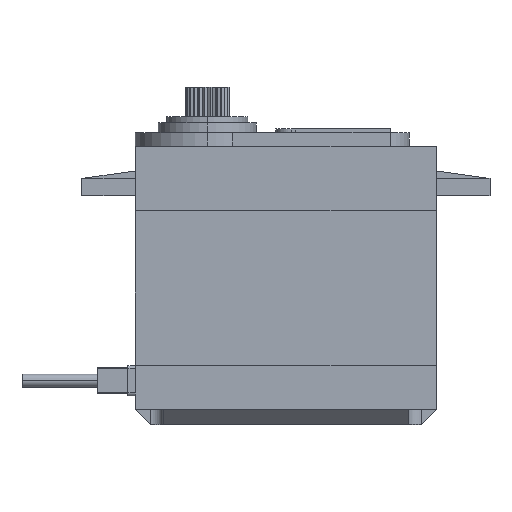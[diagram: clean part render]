
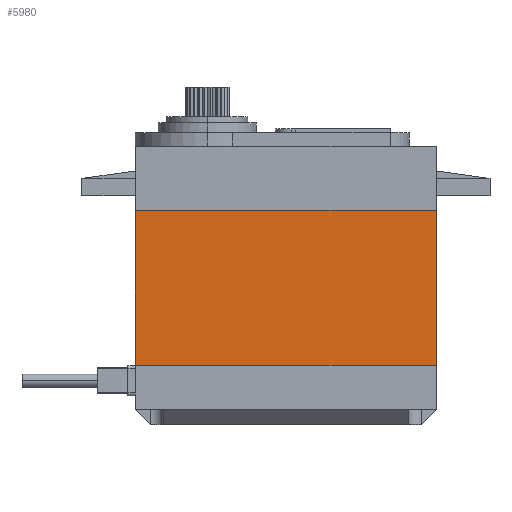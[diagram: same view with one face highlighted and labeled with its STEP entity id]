
A CAD part, top view. The second image highlights one B-rep face of the part: STEP entity #5980.
In plain terms, the highlighted planar face has unit normal (0, 0, 1).
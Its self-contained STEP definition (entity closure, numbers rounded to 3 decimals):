
#52 = CARTESIAN_POINT ( 'NONE',  ( -19.9, 28.3, 9.9 ) ) ;
#224 = VECTOR ( 'NONE', #7057, 1000. ) ;
#501 = LINE ( 'NONE', #567, #224 ) ;
#567 = CARTESIAN_POINT ( 'NONE',  ( 19.9, 28.3, 9.9 ) ) ;
#1206 = CARTESIAN_POINT ( 'NONE',  ( 19.9, 7.8, 9.9 ) ) ;
#1253 = DIRECTION ( 'NONE',  ( 0., 0., -1. ) ) ;
#1567 = CARTESIAN_POINT ( 'NONE',  ( -19.9, 28.3, 9.9 ) ) ;
#1656 = EDGE_CURVE ( 'NONE', #4343, #3175, #501, .T. ) ;
#1888 = ORIENTED_EDGE ( 'NONE', *, *, #1656, .F. ) ;
#2260 = FACE_OUTER_BOUND ( 'NONE', #3359, .T. ) ;
#2366 = DIRECTION ( 'NONE',  ( -1., 0., 0. ) ) ;
#2707 = CARTESIAN_POINT ( 'NONE',  ( -19.9, 7.8, 9.9 ) ) ;
#3123 = CARTESIAN_POINT ( 'NONE',  ( -19.9, 28.3, 9.9 ) ) ;
#3175 = VERTEX_POINT ( 'NONE', #1206 ) ;
#3208 = AXIS2_PLACEMENT_3D ( 'NONE', #52, #1253, #2366 ) ;
#3359 = EDGE_LOOP ( 'NONE', ( #4975, #1888, #4495, #3618 ) ) ;
#3486 = CARTESIAN_POINT ( 'NONE',  ( 19.9, 28.3, 9.9 ) ) ;
#3488 = LINE ( 'NONE', #5086, #5864 ) ;
#3510 = EDGE_CURVE ( 'NONE', #4796, #4547, #5388, .T. ) ;
#3618 = ORIENTED_EDGE ( 'NONE', *, *, #3510, .T. ) ;
#4030 = DIRECTION ( 'NONE',  ( 1., 0., 0. ) ) ;
#4060 = DIRECTION ( 'NONE',  ( 1., 0., 0. ) ) ;
#4343 = VERTEX_POINT ( 'NONE', #3486 ) ;
#4495 = ORIENTED_EDGE ( 'NONE', *, *, #5485, .F. ) ;
#4547 = VERTEX_POINT ( 'NONE', #2707 ) ;
#4796 = VERTEX_POINT ( 'NONE', #3123 ) ;
#4975 = ORIENTED_EDGE ( 'NONE', *, *, #6738, .T. ) ;
#4987 = DIRECTION ( 'NONE',  ( 0., -1., 0. ) ) ;
#5046 = CARTESIAN_POINT ( 'NONE',  ( -19.9, 28.3, 9.9 ) ) ;
#5086 = CARTESIAN_POINT ( 'NONE',  ( -19.9, 7.8, 9.9 ) ) ;
#5147 = VECTOR ( 'NONE', #4030, 1000. ) ;
#5388 = LINE ( 'NONE', #1567, #7016 ) ;
#5485 = EDGE_CURVE ( 'NONE', #4796, #4343, #5559, .T. ) ;
#5559 = LINE ( 'NONE', #5046, #5147 ) ;
#5864 = VECTOR ( 'NONE', #4060, 1000. ) ;
#5980 = ADVANCED_FACE ( 'NONE', ( #2260 ), #6187, .F. ) ;
#6187 = PLANE ( 'NONE',  #3208 ) ;
#6738 = EDGE_CURVE ( 'NONE', #4547, #3175, #3488, .T. ) ;
#7016 = VECTOR ( 'NONE', #4987, 1000. ) ;
#7057 = DIRECTION ( 'NONE',  ( 0., -1., 0. ) ) ;
